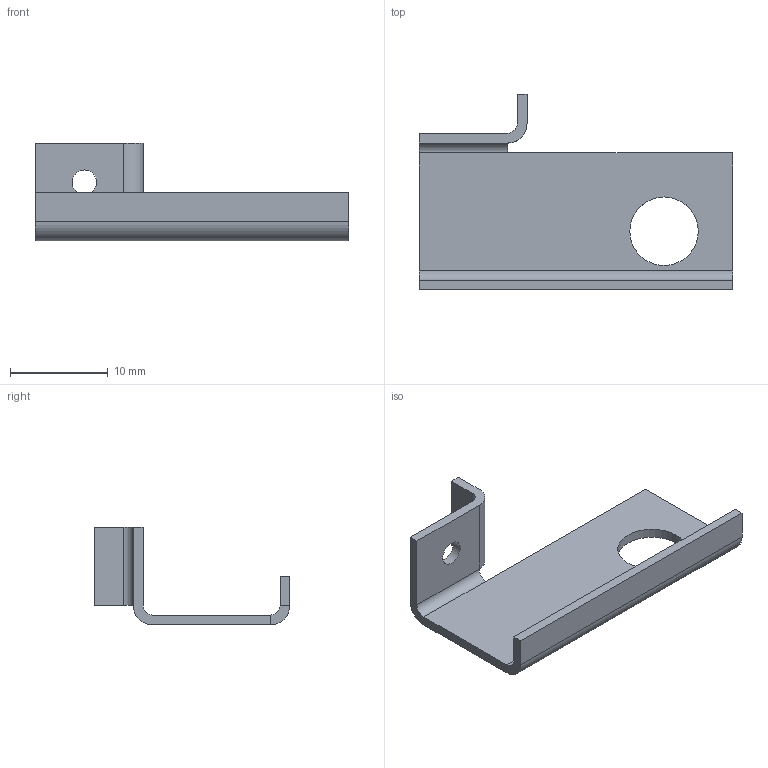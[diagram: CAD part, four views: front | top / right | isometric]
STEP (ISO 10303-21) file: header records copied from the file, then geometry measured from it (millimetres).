
FILE_DESCRIPTION(('FreeCAD Model'),'2;1');
FILE_NAME('Open CASCADE Shape Model','2024-11-18T17:32:05',(''),(''), 'Open CASCADE STEP processor 7.6','FreeCAD','Unknown');
FILE_SCHEMA(('AUTOMOTIVE_DESIGN { 1 0 10303 214 1 1 1 1 }'));
Length unit declared in the file: millimetre
Products named in the file (1): Body
Bounding box: 32 x 20 x 10 mm (x, y, z)
Volume: 648.1 mm3; surface area: 1456.1 mm2
Topology: 1 solids, 1 shells, 28 faces, 64 edges, 38 vertices
Faces by surface type: plane 20, cylinder 8
Full cylindrical faces by diameter (mm): 2.5 x1, 7 x1
Entity records: 802 total; most frequent: DIRECTION 138, CARTESIAN_POINT 131, ORIENTED_EDGE 128, EDGE_CURVE 64, LINE 48, VECTOR 48, AXIS2_PLACEMENT_3D 45, VERTEX_POINT 38
